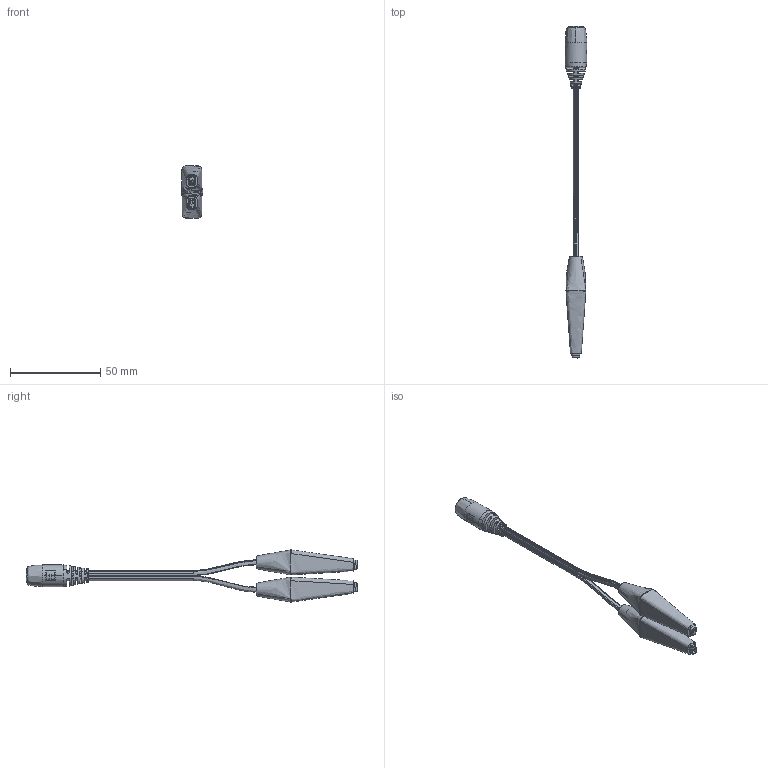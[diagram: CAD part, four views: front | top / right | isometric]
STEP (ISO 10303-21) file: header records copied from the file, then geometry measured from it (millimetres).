
FILE_DESCRIPTION (( 'STEP AP203' ), '1' );
FILE_NAME ('10-01597_revA4.STEP', '2017-07-21T15:49:21', ( '' ), ( '' ), 'SwSTEP 2.0', 'SolidWorks 2015', '' );
FILE_SCHEMA (( 'CONFIG_CONTROL_DESIGN' ));
Length unit declared in the file: millimetre
Products named in the file (14): 50-00556_sleeve_Sleeve; 50-00556; 50-00555; 50-00025 shell; 10-01597_revA4; 24-00029; 50-00025 contact; 50-00025; 50-00025 pin; 50-00555_sleeve_Sleeve; 50-00025 insulator; 30-00242 split_alligator clip
Assembly tree (13 placements, depth 3):
  10-01597_revA4
    30-00242 split_alligator clip
    50-00555
      50-00555
      50-00555_sleeve_Sleeve
    50-00556
      50-00556
      50-00556_sleeve_Sleeve
    24-00029
    50-00025
      50-00025 insulator
      50-00025 pin
      50-00025 shell
      50-00025 contact
Bounding box: 12.08 x 184.01 x 28.87 mm (x, y, z)
Volume: 13960.4 mm3; surface area: 16029.3 mm2
Topology: 102 solids, 102 shells, 1087 faces, 2832 edges, 1933 vertices
Faces by surface type: plane 463, bspline 308, cylinder 302, cone 8, torus 6
Entity records: 63362 total; most frequent: CARTESIAN_POINT 37714, ORIENTED_EDGE 5620, DIRECTION 3959, EDGE_CURVE 2810, VERTEX_POINT 1933, AXIS2_PLACEMENT_3D 1429, EDGE_LOOP 1113, LINE 1101
